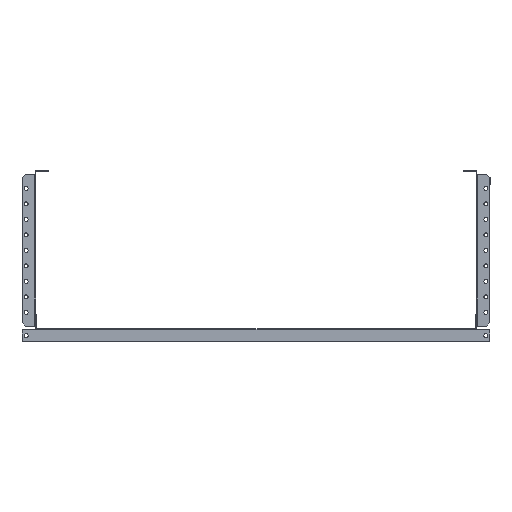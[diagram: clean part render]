
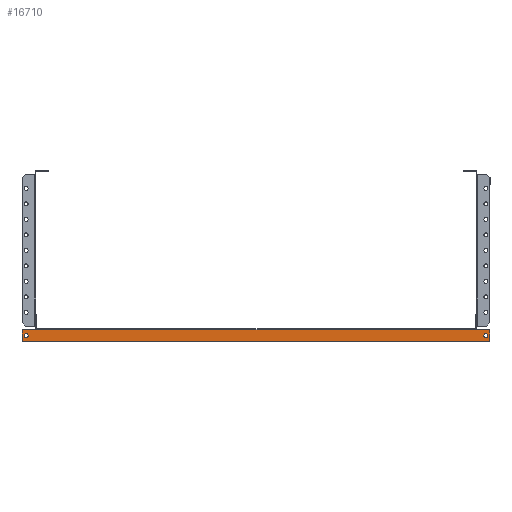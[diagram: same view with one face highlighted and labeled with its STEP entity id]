
A CAD part, left-side view. The second image highlights one B-rep face of the part: STEP entity #16710.
In plain terms, the highlighted planar face has unit normal (-1, 0, 0).
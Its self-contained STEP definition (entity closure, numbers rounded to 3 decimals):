
#277 = DIRECTION ( 'NONE',  ( 1., 0., 0. ) ) ;
#286 = VERTEX_POINT ( 'NONE', #13198 ) ;
#1967 = CARTESIAN_POINT ( 'NONE',  ( 0., 0., -2. ) ) ;
#2102 = CARTESIAN_POINT ( 'NONE',  ( 0., 724.5, -11.5 ) ) ;
#2420 = EDGE_CURVE ( 'NONE', #37116, #4217, #26216, .T. ) ;
#4217 = VERTEX_POINT ( 'NONE', #18849 ) ;
#5062 = DIRECTION ( 'NONE',  ( 0., 0., 1. ) ) ;
#5550 = AXIS2_PLACEMENT_3D ( 'NONE', #2102, #11359, #25964 ) ;
#5957 = CARTESIAN_POINT ( 'NONE',  ( 0., 724.5, -8.25 ) ) ;
#7710 = EDGE_CURVE ( 'NONE', #28368, #37116, #31673, .T. ) ;
#8195 = EDGE_CURVE ( 'NONE', #32589, #36660, #38004, .T. ) ;
#8640 = CARTESIAN_POINT ( 'NONE',  ( 0., 731., -2. ) ) ;
#8882 = CARTESIAN_POINT ( 'NONE',  ( 0., -17.5, -14.75 ) ) ;
#9420 = CARTESIAN_POINT ( 'NONE',  ( 0., 707., -21. ) ) ;
#9543 = ORIENTED_EDGE ( 'NONE', *, *, #8195, .T. ) ;
#9700 = DIRECTION ( 'NONE',  ( 0., 0., 1. ) ) ;
#9757 = VERTEX_POINT ( 'NONE', #38542 ) ;
#9876 = CIRCLE ( 'NONE', #16164, 3.25 ) ;
#9969 = VECTOR ( 'NONE', #10832, 1000. ) ;
#10024 = ORIENTED_EDGE ( 'NONE', *, *, #30667, .T. ) ;
#10291 = DIRECTION ( 'NONE',  ( 1., 0., 0. ) ) ;
#10572 = CARTESIAN_POINT ( 'NONE',  ( 0., -24., -2. ) ) ;
#10832 = DIRECTION ( 'NONE',  ( 0., 1., 0. ) ) ;
#11083 = ORIENTED_EDGE ( 'NONE', *, *, #2420, .T. ) ;
#11211 = LINE ( 'NONE', #1967, #16485 ) ;
#11359 = DIRECTION ( 'NONE',  ( 1., 0., 0. ) ) ;
#11459 = PLANE ( 'NONE',  #14457 ) ;
#12474 = CARTESIAN_POINT ( 'NONE',  ( 0., 724.5, -11.5 ) ) ;
#13198 = CARTESIAN_POINT ( 'NONE',  ( 0., 724.5, -14.75 ) ) ;
#13897 = EDGE_LOOP ( 'NONE', ( #18262, #9543, #21131, #10024, #16079, #11083 ) ) ;
#14457 = AXIS2_PLACEMENT_3D ( 'NONE', #38677, #35524, #26645 ) ;
#14970 = EDGE_CURVE ( 'NONE', #25121, #35250, #9876, .T. ) ;
#15016 = DIRECTION ( 'NONE',  ( 0., 1., 0. ) ) ;
#15119 = DIRECTION ( 'NONE',  ( 0., 0., 1. ) ) ;
#15271 = AXIS2_PLACEMENT_3D ( 'NONE', #12474, #277, #27287 ) ;
#15770 = AXIS2_PLACEMENT_3D ( 'NONE', #36924, #10291, #9700 ) ;
#16079 = ORIENTED_EDGE ( 'NONE', *, *, #7710, .T. ) ;
#16164 = AXIS2_PLACEMENT_3D ( 'NONE', #33654, #30683, #15119 ) ;
#16485 = VECTOR ( 'NONE', #26016, 1000. ) ;
#16710 = ADVANCED_FACE ( 'NONE', ( #38859, #36111, #32751 ), #11459, .T. ) ;
#17136 = LINE ( 'NONE', #28238, #9969 ) ;
#17545 = EDGE_CURVE ( 'NONE', #286, #32678, #22548, .T. ) ;
#18262 = ORIENTED_EDGE ( 'NONE', *, *, #23704, .F. ) ;
#18846 = EDGE_LOOP ( 'NONE', ( #25105, #21084 ) ) ;
#18849 = CARTESIAN_POINT ( 'NONE',  ( 0., 731., -21. ) ) ;
#19720 = CARTESIAN_POINT ( 'NONE',  ( 0., 731., -2. ) ) ;
#20448 = CARTESIAN_POINT ( 'NONE',  ( 0., -17.5, -8.25 ) ) ;
#20938 = CARTESIAN_POINT ( 'NONE',  ( 0., 707., -2. ) ) ;
#21062 = LINE ( 'NONE', #9420, #21918 ) ;
#21084 = ORIENTED_EDGE ( 'NONE', *, *, #31144, .T. ) ;
#21131 = ORIENTED_EDGE ( 'NONE', *, *, #36973, .T. ) ;
#21918 = VECTOR ( 'NONE', #30132, 1000. ) ;
#22548 = CIRCLE ( 'NONE', #5550, 3.25 ) ;
#22764 = CARTESIAN_POINT ( 'NONE',  ( 0., -24., -2. ) ) ;
#23293 = VECTOR ( 'NONE', #32145, 1000. ) ;
#23525 = CARTESIAN_POINT ( 'NONE',  ( 0., -24., -21. ) ) ;
#23704 = EDGE_CURVE ( 'NONE', #32589, #4217, #21062, .T. ) ;
#24749 = CARTESIAN_POINT ( 'NONE',  ( 0., 707., -2. ) ) ;
#25105 = ORIENTED_EDGE ( 'NONE', *, *, #17545, .T. ) ;
#25121 = VERTEX_POINT ( 'NONE', #8882 ) ;
#25536 = ORIENTED_EDGE ( 'NONE', *, *, #14970, .T. ) ;
#25961 = CIRCLE ( 'NONE', #15271, 3.25 ) ;
#25964 = DIRECTION ( 'NONE',  ( 0., 0., -1. ) ) ;
#26016 = DIRECTION ( 'NONE',  ( 0., 1., 0. ) ) ;
#26216 = LINE ( 'NONE', #19720, #23293 ) ;
#26645 = DIRECTION ( 'NONE',  ( 0., 0., 1. ) ) ;
#27287 = DIRECTION ( 'NONE',  ( 0., 0., -1. ) ) ;
#28063 = VECTOR ( 'NONE', #5062, 1000. ) ;
#28238 = CARTESIAN_POINT ( 'NONE',  ( 0., 0., -2. ) ) ;
#28368 = VERTEX_POINT ( 'NONE', #24749 ) ;
#28812 = EDGE_CURVE ( 'NONE', #35250, #25121, #33481, .T. ) ;
#30132 = DIRECTION ( 'NONE',  ( 0., 1., 0. ) ) ;
#30667 = EDGE_CURVE ( 'NONE', #9757, #28368, #11211, .T. ) ;
#30683 = DIRECTION ( 'NONE',  ( 1., 0., 0. ) ) ;
#31144 = EDGE_CURVE ( 'NONE', #32678, #286, #25961, .T. ) ;
#31673 = LINE ( 'NONE', #20938, #36243 ) ;
#32145 = DIRECTION ( 'NONE',  ( 0., 0., -1. ) ) ;
#32535 = EDGE_LOOP ( 'NONE', ( #25536, #38598 ) ) ;
#32589 = VERTEX_POINT ( 'NONE', #23525 ) ;
#32678 = VERTEX_POINT ( 'NONE', #5957 ) ;
#32751 = FACE_OUTER_BOUND ( 'NONE', #13897, .T. ) ;
#33481 = CIRCLE ( 'NONE', #15770, 3.25 ) ;
#33654 = CARTESIAN_POINT ( 'NONE',  ( 0., -17.5, -11.5 ) ) ;
#35250 = VERTEX_POINT ( 'NONE', #20448 ) ;
#35524 = DIRECTION ( 'NONE',  ( -1., 0., 0. ) ) ;
#36111 = FACE_BOUND ( 'NONE', #32535, .T. ) ;
#36243 = VECTOR ( 'NONE', #15016, 1000. ) ;
#36660 = VERTEX_POINT ( 'NONE', #22764 ) ;
#36924 = CARTESIAN_POINT ( 'NONE',  ( 0., -17.5, -11.5 ) ) ;
#36973 = EDGE_CURVE ( 'NONE', #36660, #9757, #17136, .T. ) ;
#37116 = VERTEX_POINT ( 'NONE', #8640 ) ;
#38004 = LINE ( 'NONE', #10572, #28063 ) ;
#38542 = CARTESIAN_POINT ( 'NONE',  ( 0., 0., -2. ) ) ;
#38598 = ORIENTED_EDGE ( 'NONE', *, *, #28812, .T. ) ;
#38677 = CARTESIAN_POINT ( 'NONE',  ( 0., 0., 0. ) ) ;
#38859 = FACE_BOUND ( 'NONE', #18846, .T. ) ;
